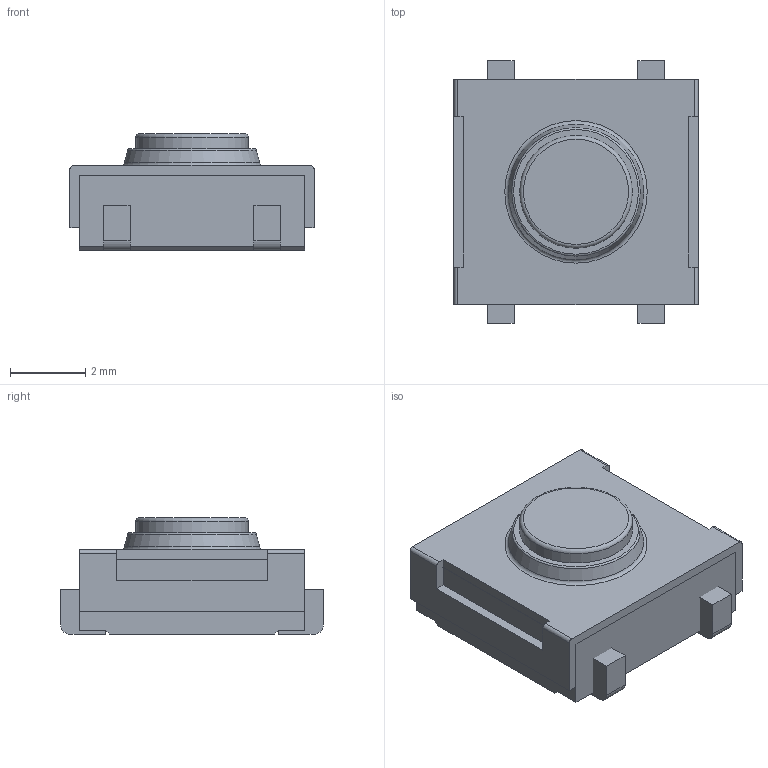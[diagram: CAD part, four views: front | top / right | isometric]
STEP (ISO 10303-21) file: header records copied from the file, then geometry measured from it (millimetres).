
FILE_DESCRIPTION(('FreeCAD Model'),'2;1');
FILE_NAME('Open CASCADE Shape Model','2025-01-30T16:39:33',( 'Krisjanis Rijnieks'),(''),'Open CASCADE STEP processor 7.7', 'FreeCAD','Unknown');
FILE_SCHEMA(('AUTOMOTIVE_DESIGN { 1 0 10303 214 1 1 1 1 }'));
Length unit declared in the file: millimetre
Products named in the file (9): B3SN-3112P; Base; Leads; Lead; Body002; Body003; Body004; Button; Cover
Assembly tree (8 placements, depth 3):
  B3SN-3112P
    Base
    Leads
      Lead
      Body002
      Body003
      Body004
    Button
    Cover
Bounding box: 6.5 x 7 x 3.1 mm (x, y, z)
Volume: 96.4 mm3; surface area: 286 mm2
Topology: 7 solids, 7 shells, 70 faces, 167 edges, 109 vertices
Faces by surface type: plane 56, cylinder 10, torus 3, cone 1
Full cylindrical faces by diameter (mm): 3 x2
Entity records: 2227 total; most frequent: CARTESIAN_POINT 355, DIRECTION 353, ORIENTED_EDGE 334, EDGE_CURVE 167, LINE 139, VECTOR 139, VERTEX_POINT 109, AXIS2_PLACEMENT_3D 107
